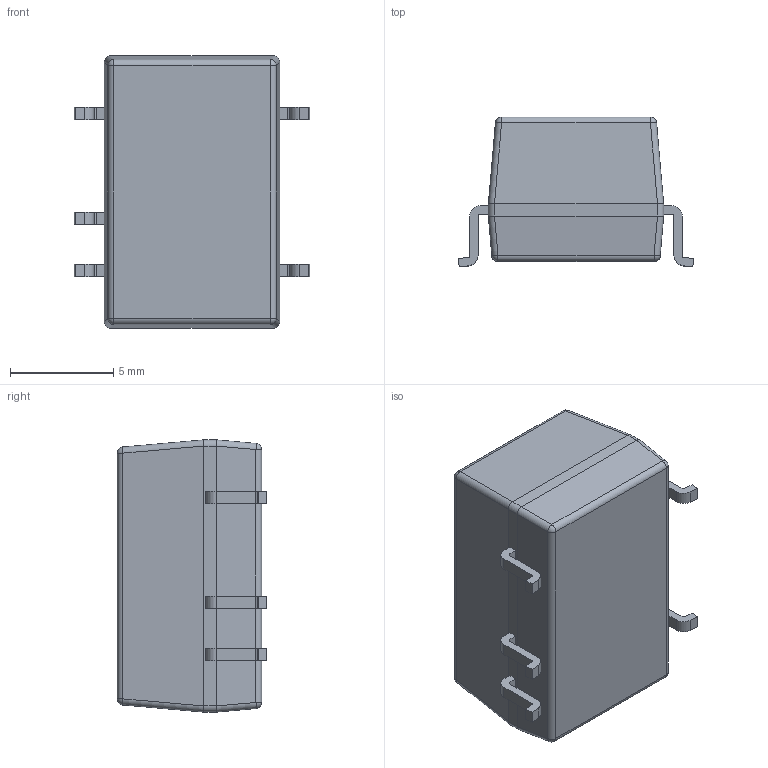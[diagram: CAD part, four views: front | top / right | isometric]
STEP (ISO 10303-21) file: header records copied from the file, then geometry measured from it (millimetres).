
FILE_DESCRIPTION (( 'STEP AP214' ), '1' );
FILE_NAME ('B0503XT-1WR3.STEP', '2021-04-08T01:27:04', ( '' ), ( '' ), 'SwSTEP 2.0', 'SolidWorks 2017', '' );
FILE_SCHEMA (( 'AUTOMOTIVE_DESIGN' ));
Length unit declared in the file: millimetre
Products named in the file (1): B0503XT-1WR3
Bounding box: 11.4 x 7.25 x 13.2 mm (x, y, z)
Volume: 742.7 mm3; surface area: 528.6 mm2
Topology: 6 solids, 6 shells, 118 faces, 302 edges, 188 vertices
Faces by surface type: plane 67, cylinder 43, sphere 8
Entity records: 3555 total; most frequent: CARTESIAN_POINT 673, ORIENTED_EDGE 588, DIRECTION 578, EDGE_CURVE 294, VECTOR 200, LINE 200, AXIS2_PLACEMENT_3D 189, VERTEX_POINT 188
